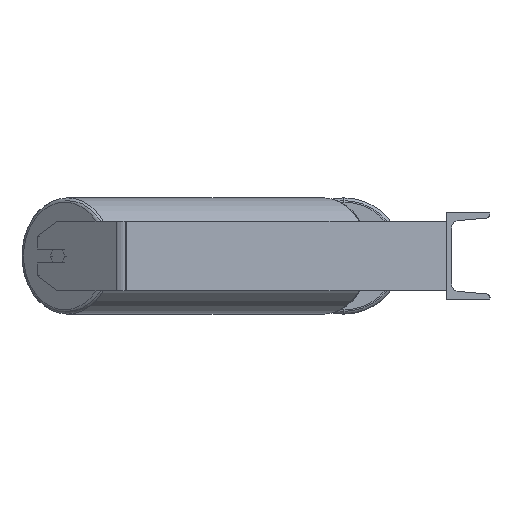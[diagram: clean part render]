
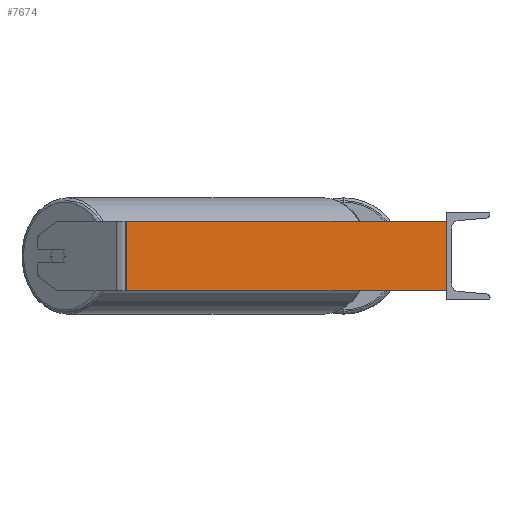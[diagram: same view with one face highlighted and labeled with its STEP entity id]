
A CAD part, left-side view. The second image highlights one B-rep face of the part: STEP entity #7674.
In plain terms, the highlighted planar face has unit normal (-0.996, -0.087, 0).
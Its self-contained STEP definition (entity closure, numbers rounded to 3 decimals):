
#84 = EDGE_LOOP ( 'NONE', ( #2768, #1580, #7544, #7999 ) ) ;
#201 = LINE ( 'NONE', #2432, #8482 ) ;
#378 = VERTEX_POINT ( 'NONE', #3993 ) ;
#869 = CARTESIAN_POINT ( 'NONE',  ( -685., 0., -40. ) ) ;
#968 = AXIS2_PLACEMENT_3D ( 'NONE', #8142, #7323, #5126 ) ;
#1223 = VERTEX_POINT ( 'NONE', #5900 ) ;
#1302 = LINE ( 'NONE', #6244, #8226 ) ;
#1525 = VERTEX_POINT ( 'NONE', #6935 ) ;
#1580 = ORIENTED_EDGE ( 'NONE', *, *, #2985, .F. ) ;
#1976 = CARTESIAN_POINT ( 'NONE',  ( -717.569, 372.261, -40. ) ) ;
#2309 = PLANE ( 'NONE',  #968 ) ;
#2432 = CARTESIAN_POINT ( 'NONE',  ( -717.569, 372.261, 40. ) ) ;
#2768 = ORIENTED_EDGE ( 'NONE', *, *, #3575, .T. ) ;
#2985 = EDGE_CURVE ( 'NONE', #1525, #3006, #3446, .T. ) ;
#3006 = VERTEX_POINT ( 'NONE', #869 ) ;
#3446 = LINE ( 'NONE', #8423, #8186 ) ;
#3575 = EDGE_CURVE ( 'NONE', #1223, #3006, #8321, .T. ) ;
#3993 = CARTESIAN_POINT ( 'NONE',  ( -716.991, 365.659, 40. ) ) ;
#5126 = DIRECTION ( 'NONE',  ( -0.087, 0.996, 0. ) ) ;
#5900 = CARTESIAN_POINT ( 'NONE',  ( -716.991, 365.659, -40. ) ) ;
#6176 = EDGE_CURVE ( 'NONE', #378, #1525, #201, .T. ) ;
#6244 = CARTESIAN_POINT ( 'NONE',  ( -716.991, 365.659, 40. ) ) ;
#6282 = DIRECTION ( 'NONE',  ( 0., 0., -1. ) ) ;
#6353 = VECTOR ( 'NONE', #7025, 1000. ) ;
#6935 = CARTESIAN_POINT ( 'NONE',  ( -685., 0., 40. ) ) ;
#7025 = DIRECTION ( 'NONE',  ( 0.087, -0.996, 0. ) ) ;
#7323 = DIRECTION ( 'NONE',  ( 0.996, 0.087, 0. ) ) ;
#7544 = ORIENTED_EDGE ( 'NONE', *, *, #6176, .F. ) ;
#7674 = ADVANCED_FACE ( 'NONE', ( #8094 ), #2309, .F. ) ;
#7999 = ORIENTED_EDGE ( 'NONE', *, *, #8398, .T. ) ;
#8094 = FACE_OUTER_BOUND ( 'NONE', #84, .T. ) ;
#8142 = CARTESIAN_POINT ( 'NONE',  ( -717.569, 372.261, 40. ) ) ;
#8186 = VECTOR ( 'NONE', #6282, 1000. ) ;
#8226 = VECTOR ( 'NONE', #9040, 1000. ) ;
#8321 = LINE ( 'NONE', #1976, #6353 ) ;
#8398 = EDGE_CURVE ( 'NONE', #378, #1223, #1302, .T. ) ;
#8423 = CARTESIAN_POINT ( 'NONE',  ( -685., 0., 40. ) ) ;
#8482 = VECTOR ( 'NONE', #8753, 1000. ) ;
#8753 = DIRECTION ( 'NONE',  ( 0.087, -0.996, 0. ) ) ;
#9040 = DIRECTION ( 'NONE',  ( 0., 0., -1. ) ) ;
